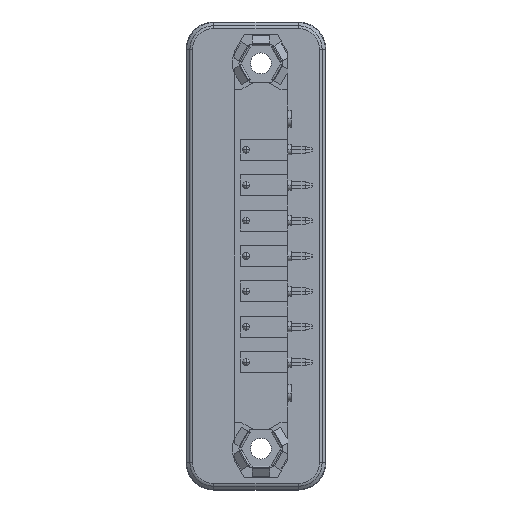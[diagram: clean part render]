
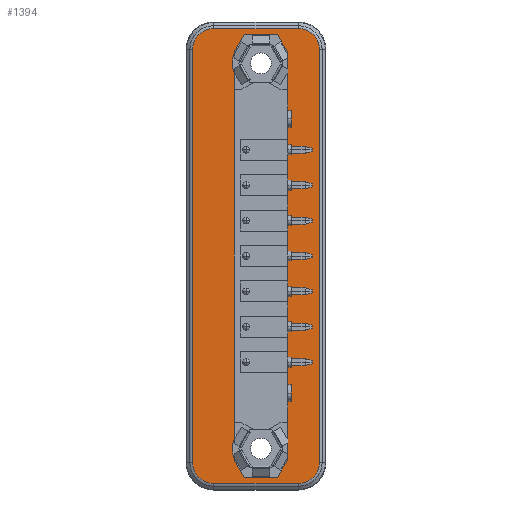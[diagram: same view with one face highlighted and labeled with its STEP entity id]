
A CAD part, left-side view. The second image highlights one B-rep face of the part: STEP entity #1394.
In plain terms, the highlighted planar face has unit normal (-1, 0, 0).
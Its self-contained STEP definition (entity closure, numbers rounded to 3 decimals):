
#1394=ADVANCED_FACE('',(#3316,#3317),#3318,.T.);
#3316=FACE_OUTER_BOUND('',#5782,.T.);
#3317=FACE_BOUND('',#5783,.T.);
#3318=PLANE('',#5784);
#5782=EDGE_LOOP('',(#9718,#9719,#9720,#9721,#9722,#9723,#9724,#9725));
#5783=EDGE_LOOP('',(#9726,#9727,#9728,#9729,#9730,#9731,#9732,#9733,#9734,#9735,#9736,#9737));
#5784=AXIS2_PLACEMENT_3D('',#9738,#9739,#9740);
#9718=ORIENTED_EDGE('',*,*,#14402,.F.);
#9719=ORIENTED_EDGE('',*,*,#14315,.F.);
#9720=ORIENTED_EDGE('',*,*,#15497,.F.);
#9721=ORIENTED_EDGE('',*,*,#15498,.F.);
#9722=ORIENTED_EDGE('',*,*,#15499,.T.);
#9723=ORIENTED_EDGE('',*,*,#15078,.T.);
#9724=ORIENTED_EDGE('',*,*,#15081,.T.);
#9725=ORIENTED_EDGE('',*,*,#15500,.T.);
#9726=ORIENTED_EDGE('',*,*,#15501,.T.);
#9727=ORIENTED_EDGE('',*,*,#15502,.F.);
#9728=ORIENTED_EDGE('',*,*,#15503,.F.);
#9729=ORIENTED_EDGE('',*,*,#14794,.F.);
#9730=ORIENTED_EDGE('',*,*,#15504,.F.);
#9731=ORIENTED_EDGE('',*,*,#15505,.T.);
#9732=ORIENTED_EDGE('',*,*,#14666,.T.);
#9733=ORIENTED_EDGE('',*,*,#15506,.F.);
#9734=ORIENTED_EDGE('',*,*,#15302,.F.);
#9735=ORIENTED_EDGE('',*,*,#15507,.F.);
#9736=ORIENTED_EDGE('',*,*,#15508,.F.);
#9737=ORIENTED_EDGE('',*,*,#15509,.F.);
#9738=CARTESIAN_POINT('',(-1.158,13.348,-40.31));
#9739=DIRECTION('',(-1.0,0.0,0.0));
#9740=DIRECTION('',(0.0,0.0,1.0));
#14315=EDGE_CURVE('',#17028,#17023,#17030,.T.);
#14402=EDGE_CURVE('',#17023,#17181,#17182,.T.);
#14666=EDGE_CURVE('',#17629,#17630,#17631,.T.);
#14794=EDGE_CURVE('',#17846,#17841,#17848,.T.);
#15078=EDGE_CURVE('',#18295,#18293,#18296,.T.);
#15081=EDGE_CURVE('',#18293,#18299,#18300,.T.);
#15302=EDGE_CURVE('',#18632,#18633,#18634,.T.);
#15497=EDGE_CURVE('',#18925,#17028,#18926,.T.);
#15498=EDGE_CURVE('',#18927,#18925,#18928,.T.);
#15499=EDGE_CURVE('',#18927,#18295,#18929,.T.);
#15500=EDGE_CURVE('',#18299,#17181,#18930,.T.);
#15501=EDGE_CURVE('',#18931,#18932,#18933,.T.);
#15502=EDGE_CURVE('',#18934,#18932,#18935,.T.);
#15503=EDGE_CURVE('',#17841,#18934,#18936,.T.);
#15504=EDGE_CURVE('',#18937,#17846,#18938,.T.);
#15505=EDGE_CURVE('',#18937,#17629,#18939,.T.);
#15506=EDGE_CURVE('',#18633,#17630,#18940,.T.);
#15507=EDGE_CURVE('',#18941,#18632,#18942,.T.);
#15508=EDGE_CURVE('',#18943,#18941,#18944,.T.);
#15509=EDGE_CURVE('',#18931,#18943,#18945,.T.);
#17023=VERTEX_POINT('',#20813);
#17028=VERTEX_POINT('',#20819);
#17030=CIRCLE('',#20822,3.0);
#17181=VERTEX_POINT('',#21059);
#17182=LINE('',#21060,#21061);
#17629=VERTEX_POINT('',#21665);
#17630=VERTEX_POINT('',#21666);
#17631=LINE('',#21667,#21668);
#17841=VERTEX_POINT('',#21944);
#17846=VERTEX_POINT('',#21951);
#17848=LINE('',#21954,#21955);
#18293=VERTEX_POINT('',#22568);
#18295=VERTEX_POINT('',#22571);
#18296=CIRCLE('',#22572,3.0);
#18299=VERTEX_POINT('',#22576);
#18300=LINE('',#22577,#22578);
#18632=VERTEX_POINT('',#23099);
#18633=VERTEX_POINT('',#23100);
#18634=LINE('',#23101,#23102);
#18925=VERTEX_POINT('',#23513);
#18926=LINE('',#23514,#23515);
#18927=VERTEX_POINT('',#23516);
#18928=CIRCLE('',#23517,3.0);
#18929=LINE('',#23518,#23519);
#18930=CIRCLE('',#23520,3.0);
#18931=VERTEX_POINT('',#23521);
#18932=VERTEX_POINT('',#23522);
#18933=LINE('',#23523,#23524);
#18934=VERTEX_POINT('',#23525);
#18935=LINE('',#23526,#23527);
#18936=LINE('',#23528,#23529);
#18937=VERTEX_POINT('',#23530);
#18938=LINE('',#23531,#23532);
#18939=CIRCLE('',#23533,4.1);
#18940=CIRCLE('',#23534,4.1);
#18941=VERTEX_POINT('',#23535);
#18942=LINE('',#23536,#23537);
#18943=VERTEX_POINT('',#23538);
#18944=LINE('',#23539,#23540);
#18945=LINE('',#23541,#23542);
#20813=CARTESIAN_POINT('',(-1.158,0.848,1.025));
#20819=CARTESIAN_POINT('',(-1.158,3.848,4.025));
#20822=AXIS2_PLACEMENT_3D('',#25861,#25862,#25863);
#21059=CARTESIAN_POINT('',(-1.158,0.848,-58.295));
#21060=CARTESIAN_POINT('',(-1.158,0.848,-38.795));
#21061=VECTOR('',#25956,1.0);
#21665=CARTESIAN_POINT('',(-1.158,13.048,-54.756));
#21666=CARTESIAN_POINT('',(-1.158,13.048,-2.514));
#21667=CARTESIAN_POINT('',(-1.158,13.048,-38.795));
#21668=VECTOR('',#26267,1.0);
#21944=CARTESIAN_POINT('',(-1.158,11.632,-60.425));
#21951=CARTESIAN_POINT('',(-1.158,13.048,-57.973));
#21954=CARTESIAN_POINT('',(-1.158,24.12,-38.795));
#21955=VECTOR('',#26451,1.0);
#22568=CARTESIAN_POINT('',(-1.158,16.048,-61.295));
#22571=CARTESIAN_POINT('',(-1.158,19.048,-58.295));
#22572=AXIS2_PLACEMENT_3D('',#26795,#26796,#26797);
#22576=CARTESIAN_POINT('',(-1.158,3.848,-61.295));
#22577=CARTESIAN_POINT('',(-1.158,-32.395,-61.295));
#22578=VECTOR('',#26799,1.0);
#23099=CARTESIAN_POINT('',(-1.158,13.048,0.703));
#23100=CARTESIAN_POINT('',(-1.158,13.048,0.564));
#23101=CARTESIAN_POINT('',(-1.158,13.048,-13.395));
#23102=VECTOR('',#27049,1.0);
#23513=CARTESIAN_POINT('',(-1.158,16.048,4.025));
#23514=CARTESIAN_POINT('',(-1.158,-32.395,4.025));
#23515=VECTOR('',#27266,1.0);
#23516=CARTESIAN_POINT('',(-1.158,19.048,1.025));
#23517=AXIS2_PLACEMENT_3D('',#27267,#27268,#27269);
#23518=CARTESIAN_POINT('',(-1.158,19.048,-37.28));
#23519=VECTOR('',#27270,1.0);
#23520=AXIS2_PLACEMENT_3D('',#27271,#27272,#27273);
#23521=CARTESIAN_POINT('',(-1.158,5.378,0.582));
#23522=CARTESIAN_POINT('',(-1.158,5.378,-57.852));
#23523=CARTESIAN_POINT('',(-1.158,5.378,-38.795));
#23524=VECTOR('',#27274,1.0);
#23525=CARTESIAN_POINT('',(-1.158,6.863,-60.425));
#23526=CARTESIAN_POINT('',(-1.158,-5.625,-38.795));
#23527=VECTOR('',#27275,1.0);
#23528=CARTESIAN_POINT('',(-1.158,-32.395,-60.425));
#23529=VECTOR('',#27276,1.0);
#23530=CARTESIAN_POINT('',(-1.158,13.048,-57.834));
#23531=CARTESIAN_POINT('',(-1.158,13.048,-38.795));
#23532=VECTOR('',#27277,1.0);
#23533=AXIS2_PLACEMENT_3D('',#27278,#27279,#27280);
#23534=AXIS2_PLACEMENT_3D('',#27281,#27282,#27283);
#23535=CARTESIAN_POINT('',(-1.158,11.632,3.155));
#23536=CARTESIAN_POINT('',(-1.158,21.187,-13.395));
#23537=VECTOR('',#27284,1.0);
#23538=CARTESIAN_POINT('',(-1.158,6.863,3.155));
#23539=CARTESIAN_POINT('',(-1.158,-32.395,3.155));
#23540=VECTOR('',#27285,1.0);
#23541=CARTESIAN_POINT('',(-1.158,-2.692,-13.395));
#23542=VECTOR('',#27286,1.0);
#25861=CARTESIAN_POINT('',(-1.158,3.848,1.025));
#25862=DIRECTION('',(1.0,0.0,0.0));
#25863=DIRECTION('',(0.0,-1.0,0.0));
#25956=DIRECTION('',(0.0,0.0,-1.0));
#26267=DIRECTION('',(0.0,0.0,1.0));
#26451=DIRECTION('',(0.0,-0.5,-0.866));
#26795=CARTESIAN_POINT('',(-1.158,16.048,-58.295));
#26796=DIRECTION('',(-1.0,0.0,0.0));
#26797=DIRECTION('',(0.0,-1.0,0.0));
#26799=DIRECTION('',(0.0,-1.0,0.0));
#27049=DIRECTION('',(0.0,0.,-1.0));
#27266=DIRECTION('',(0.0,-1.0,0.0));
#27267=CARTESIAN_POINT('',(-1.158,16.048,1.025));
#27268=DIRECTION('',(1.0,0.0,0.0));
#27269=DIRECTION('',(0.0,-1.0,0.0));
#27270=DIRECTION('',(0.0,0.0,-1.0));
#27271=CARTESIAN_POINT('',(-1.158,3.848,-58.295));
#27272=DIRECTION('',(-1.0,0.0,0.0));
#27273=DIRECTION('',(0.0,-1.0,0.0));
#27274=DIRECTION('',(0.0,0.0,-1.0));
#27275=DIRECTION('',(0.0,-0.5,0.866));
#27276=DIRECTION('',(0.0,-1.0,0.));
#27277=DIRECTION('',(0.0,0.,-1.0));
#27278=CARTESIAN_POINT('',(-1.158,9.248,-56.295));
#27279=DIRECTION('',(1.0,0.0,0.0));
#27280=DIRECTION('',(0.0,0.,-1.0));
#27281=CARTESIAN_POINT('',(-1.158,9.248,-0.975));
#27282=DIRECTION('',(-1.0,0.0,0.0));
#27283=DIRECTION('',(0.0,0.,1.0));
#27284=DIRECTION('',(0.0,0.5,-0.866));
#27285=DIRECTION('',(0.0,1.0,0.));
#27286=DIRECTION('',(0.0,0.5,0.866));
